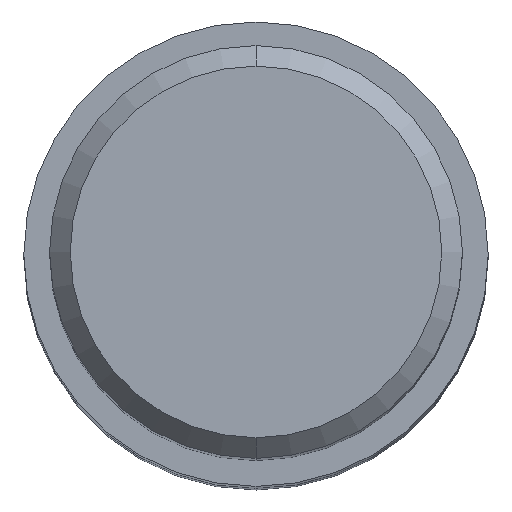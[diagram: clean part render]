
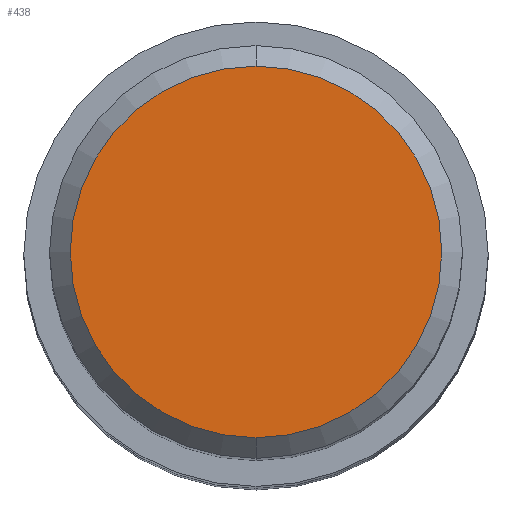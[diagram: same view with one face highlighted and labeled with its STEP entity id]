
A CAD part, top view. The second image highlights one B-rep face of the part: STEP entity #438.
In plain terms, the highlighted planar face has unit normal (0, 0, 1).
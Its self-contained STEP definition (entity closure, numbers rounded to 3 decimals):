
#226=EDGE_CURVE('',#358,#244,#525,.T.);
#244=VERTEX_POINT('',#544);
#358=VERTEX_POINT('',#669);
#422=EDGE_CURVE('',#244,#358,#740,.T.);
#438=ADVANCED_FACE('',(#759),#760,.T.);
#525=CIRCLE('',#911,7.2);
#544=CARTESIAN_POINT('',(0.,-7.2,0.0));
#669=CARTESIAN_POINT('',(0.0,7.2,0.0));
#740=CIRCLE('',#1401,7.2);
#759=FACE_OUTER_BOUND('',#1433,.T.);
#760=PLANE('',#1434);
#911=AXIS2_PLACEMENT_3D('',#1523,#1524,#1525);
#1401=AXIS2_PLACEMENT_3D('',#1753,#1754,#1755);
#1433=EDGE_LOOP('',(#1785,#1786));
#1434=AXIS2_PLACEMENT_3D('',#1787,#1788,#1789);
#1523=CARTESIAN_POINT('',(0.0,0.0,0.0));
#1524=DIRECTION('',(0.0,0.0,-1.0));
#1525=DIRECTION('',(0.0,1.0,0.0));
#1753=CARTESIAN_POINT('',(0.0,0.0,0.0));
#1754=DIRECTION('',(0.0,0.0,-1.0));
#1755=DIRECTION('',(0.0,1.0,0.0));
#1785=ORIENTED_EDGE('',*,*,#226,.F.);
#1786=ORIENTED_EDGE('',*,*,#422,.F.);
#1787=CARTESIAN_POINT('',(0.0,3.6,0.0));
#1788=DIRECTION('',(-0.0,0.0,1.0));
#1789=DIRECTION('',(0.0,-1.0,0.0));
